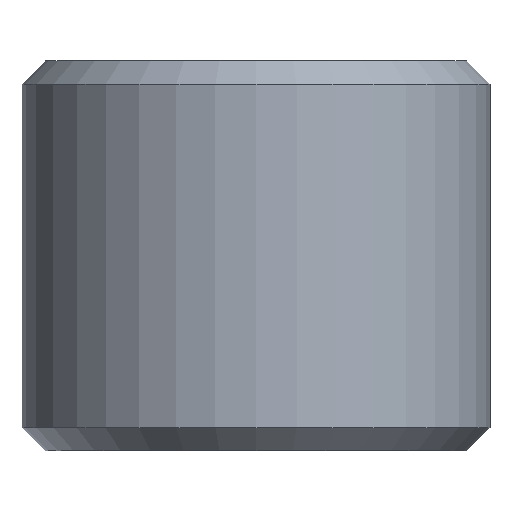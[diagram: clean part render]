
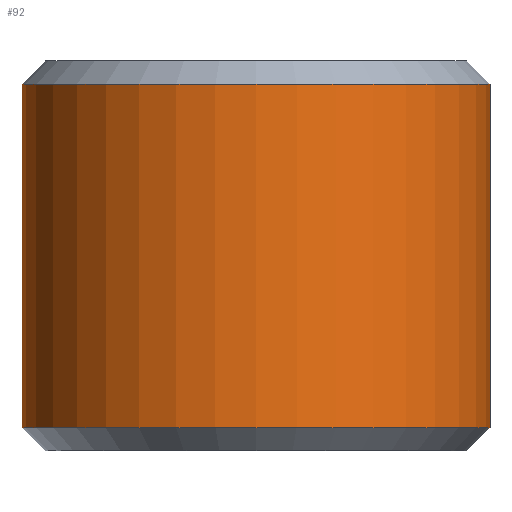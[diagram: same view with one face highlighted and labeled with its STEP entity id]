
A CAD part, front view. The second image highlights one B-rep face of the part: STEP entity #92.
In plain terms, the highlighted cylindrical face has radius 3 mm (diameter 6 mm), a full revolution.
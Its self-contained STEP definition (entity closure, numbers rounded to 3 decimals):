
#18=ORIENTED_EDGE('',*,*,#34,.T.);
#19=ORIENTED_EDGE('',*,*,#35,.T.);
#34=EDGE_CURVE('',#42,#42,#50,.F.);
#35=EDGE_CURVE('',#43,#43,#51,.T.);
#42=VERTEX_POINT('',#166);
#43=VERTEX_POINT('',#168);
#50=CIRCLE('',#114,3.);
#51=CIRCLE('',#115,3.);
#58=EDGE_LOOP('',(#18));
#59=EDGE_LOOP('',(#19));
#74=FACE_BOUND('',#58,.T.);
#75=FACE_BOUND('',#59,.T.);
#90=CYLINDRICAL_SURFACE('',#113,3.);
#92=ADVANCED_FACE('',(#74,#75),#90,.T.);
#113=AXIS2_PLACEMENT_3D('',#164,#131,#132);
#114=AXIS2_PLACEMENT_3D('',#165,#133,#134);
#115=AXIS2_PLACEMENT_3D('',#167,#135,#136);
#131=DIRECTION('',(0.,0.,-1.));
#132=DIRECTION('',(-1.,0.,0.));
#133=DIRECTION('',(0.,0.,1.));
#134=DIRECTION('',(1.,0.,0.));
#135=DIRECTION('',(0.,0.,1.));
#136=DIRECTION('',(1.,0.,0.));
#164=CARTESIAN_POINT('',(0.,0.,5.));
#165=CARTESIAN_POINT('',(0.,0.,4.7));
#166=CARTESIAN_POINT('',(3.,0.,4.7));
#167=CARTESIAN_POINT('',(0.,0.,0.3));
#168=CARTESIAN_POINT('',(3.,0.,0.3));
